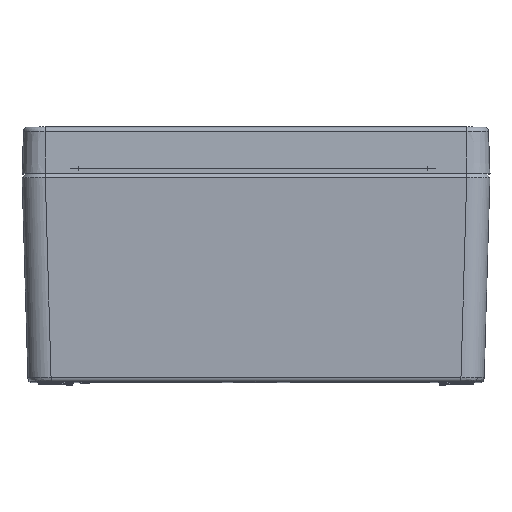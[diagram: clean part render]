
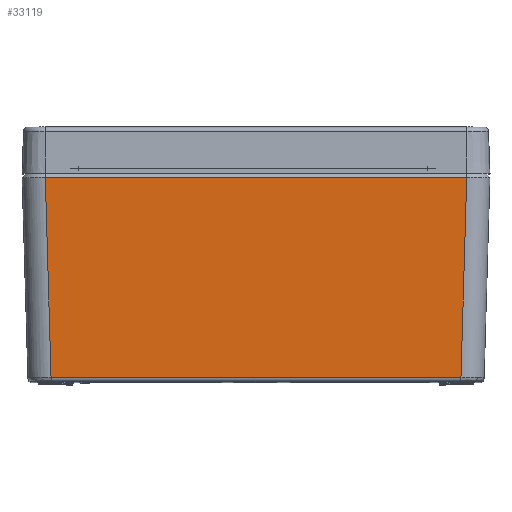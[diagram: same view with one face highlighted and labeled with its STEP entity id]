
A CAD part, top view. The second image highlights one B-rep face of the part: STEP entity #33119.
In plain terms, the highlighted planar face has unit normal (0, -0.029, 1).
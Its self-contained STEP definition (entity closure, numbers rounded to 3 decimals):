
#1176=PLANE('',#35948);
#3838=LINE('',#68348,#5559);
#3839=LINE('',#68349,#5560);
#3840=LINE('',#68351,#5561);
#3841=LINE('',#68352,#5562);
#5559=VECTOR('',#41189,1000.);
#5560=VECTOR('',#41190,1000.);
#5561=VECTOR('',#41191,1000.);
#5562=VECTOR('',#41192,1000.);
#8382=FACE_OUTER_BOUND('',#11007,.T.);
#11007=EDGE_LOOP('',(#25045,#25046,#25047,#25048));
#15189=VERTEX_POINT('',#64157);
#15629=VERTEX_POINT('',#68346);
#15630=VERTEX_POINT('',#68347);
#15631=VERTEX_POINT('',#68350);
#18967=EDGE_CURVE('',#15629,#15630,#3838,.T.);
#18968=EDGE_CURVE('',#15630,#15189,#3839,.T.);
#18969=EDGE_CURVE('',#15189,#15631,#3840,.T.);
#18970=EDGE_CURVE('',#15631,#15629,#3841,.T.);
#25045=ORIENTED_EDGE('',*,*,#18967,.T.);
#25046=ORIENTED_EDGE('',*,*,#18968,.T.);
#25047=ORIENTED_EDGE('',*,*,#18969,.T.);
#25048=ORIENTED_EDGE('',*,*,#18970,.T.);
#33119=ADVANCED_FACE('',(#8382),#1176,.T.);
#35948=AXIS2_PLACEMENT_3D('',#68345,#41187,#41188);
#41187=DIRECTION('center_axis',(0.,-0.029,
1.));
#41188=DIRECTION('ref_axis',(0.,-1.,-0.029));
#41189=DIRECTION('',(0.029,-0.999,-0.029));
#41190=DIRECTION('',(1.,0.,0.));
#41191=DIRECTION('',(0.029,0.999,0.029));
#41192=DIRECTION('',(-1.,0.,0.));
#64157=CARTESIAN_POINT('',(88.46,-88.058,113.456));
#68345=CARTESIAN_POINT('Origin',(-101.,0.,116.));
#68346=CARTESIAN_POINT('',(-90.953,-1.779,115.949));
#68347=CARTESIAN_POINT('',(-88.46,-88.058,113.456));
#68348=CARTESIAN_POINT('',(-91.012,0.288,116.008));
#68349=CARTESIAN_POINT('',(88.404,-88.058,113.456));
#68350=CARTESIAN_POINT('',(90.953,-1.779,115.949));
#68351=CARTESIAN_POINT('',(90.844,-5.538,115.84));
#68352=CARTESIAN_POINT('',(-101.,-1.779,115.949));
